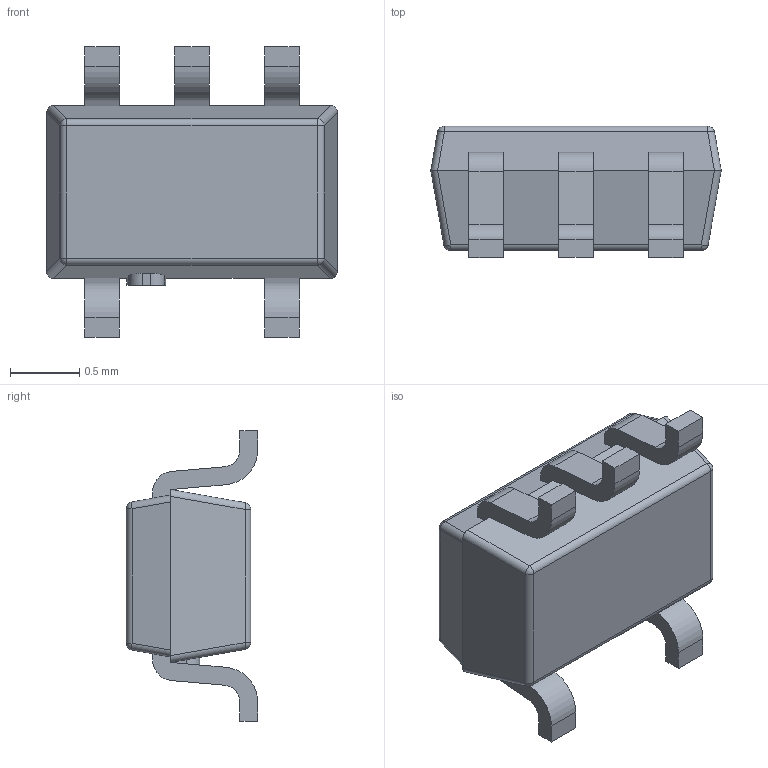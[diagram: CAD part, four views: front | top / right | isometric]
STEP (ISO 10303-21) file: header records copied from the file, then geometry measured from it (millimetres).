
FILE_DESCRIPTION (( '3D model for products with SOT353 package' ), '1' );
FILE_NAME ('SOT353.STEP', '2019-09-20T03:50:39', ( 'Packaging R&D' ), ( 'Nexperia' ), 'SwSTEP 2.0', 'SolidWorks 2019', '' );
FILE_SCHEMA (( 'AUTOMOTIVE_DESIGN' ));
Length unit declared in the file: millimetre
Products named in the file (4): SOT353 Lower body; SOT353 Upper body; SOT353 Lead; SOT353
Assembly tree (7 placements, depth 2):
  SOT353
    SOT353 Lower body
    SOT353 Lead  x5
    SOT353 Upper body
Bounding box: 2.1 x 0.95 x 2.1 mm (x, y, z)
Volume: 2.2 mm3; surface area: 19 mm2
Topology: 7 solids, 7 shells, 157 faces, 403 edges, 256 vertices
Faces by surface type: plane 101, cylinder 48, sphere 8
Entity records: 3404 total; most frequent: CARTESIAN_POINT 577, DIRECTION 546, ORIENTED_EDGE 528, EDGE_CURVE 264, LINE 192, VECTOR 192, AXIS2_PLACEMENT_3D 177, VERTEX_POINT 168
